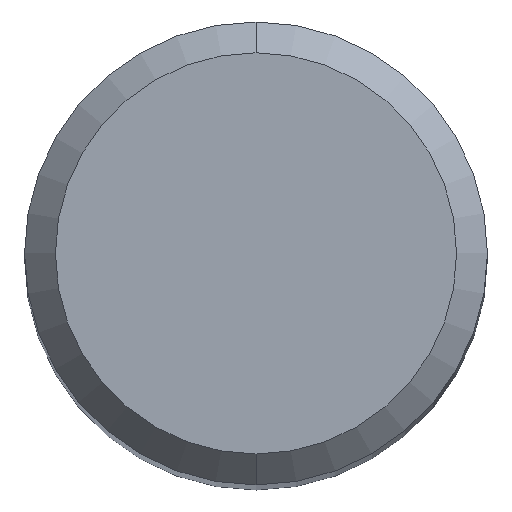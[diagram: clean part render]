
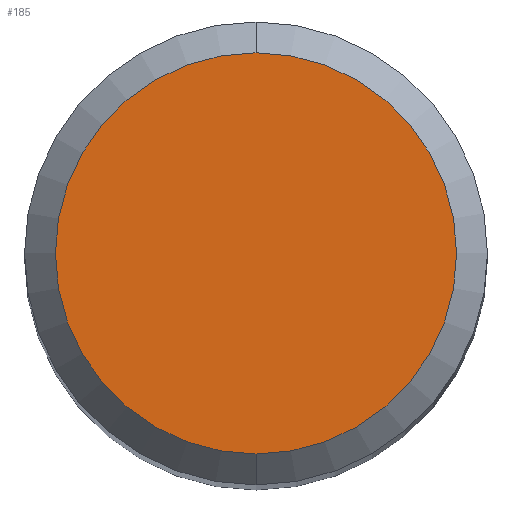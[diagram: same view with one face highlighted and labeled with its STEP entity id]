
A CAD part, top view. The second image highlights one B-rep face of the part: STEP entity #185.
In plain terms, the highlighted planar face has unit normal (0, 0, 1).
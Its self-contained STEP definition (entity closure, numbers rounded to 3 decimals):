
#185=ADVANCED_FACE('',(#477),#478,.T.);
#309=VERTEX_POINT('',#618);
#321=VERTEX_POINT('',#630);
#375=EDGE_CURVE('',#321,#309,#689,.T.);
#405=EDGE_CURVE('',#309,#321,#721,.T.);
#477=FACE_OUTER_BOUND('',#806,.T.);
#478=PLANE('',#807);
#618=CARTESIAN_POINT('',(0.0,2.6,0.0));
#630=CARTESIAN_POINT('',(0.,-2.6,0.0));
#689=CIRCLE('',#1202,2.6);
#721=CIRCLE('',#1286,2.6);
#806=EDGE_LOOP('',(#1395,#1396));
#807=AXIS2_PLACEMENT_3D('',#1397,#1398,#1399);
#1202=AXIS2_PLACEMENT_3D('',#1642,#1643,#1644);
#1286=AXIS2_PLACEMENT_3D('',#1672,#1673,#1674);
#1395=ORIENTED_EDGE('',*,*,#405,.F.);
#1396=ORIENTED_EDGE('',*,*,#375,.F.);
#1397=CARTESIAN_POINT('',(0.0,1.3,0.0));
#1398=DIRECTION('',(-0.0,0.0,1.0));
#1399=DIRECTION('',(0.0,-1.0,0.0));
#1642=CARTESIAN_POINT('',(0.0,0.0,0.0));
#1643=DIRECTION('',(0.0,0.0,-1.0));
#1644=DIRECTION('',(0.0,1.0,0.0));
#1672=CARTESIAN_POINT('',(0.0,0.0,0.0));
#1673=DIRECTION('',(0.0,0.0,-1.0));
#1674=DIRECTION('',(0.0,1.0,0.0));
